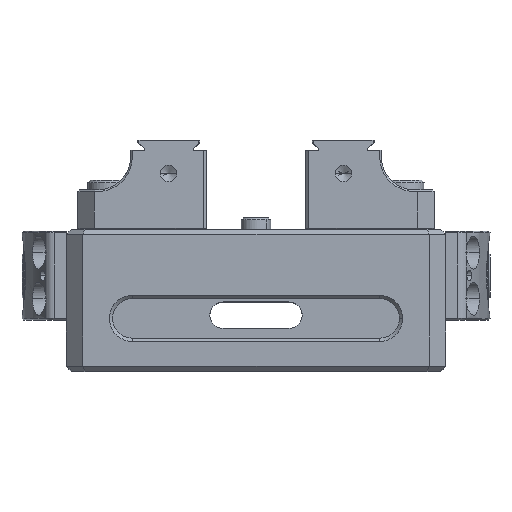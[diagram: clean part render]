
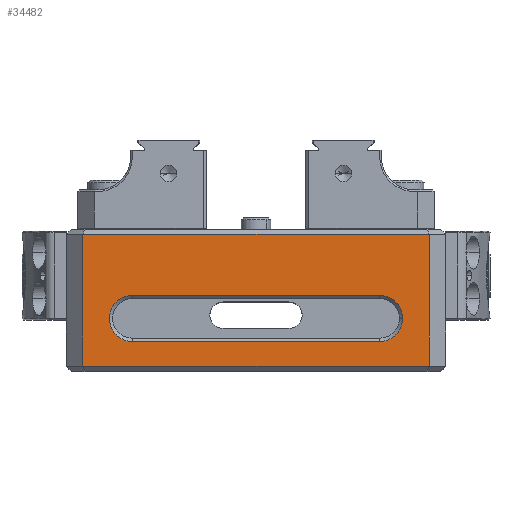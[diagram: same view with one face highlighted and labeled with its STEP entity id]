
A CAD part, top view. The second image highlights one B-rep face of the part: STEP entity #34482.
In plain terms, the highlighted planar face has unit normal (0, 0, 1).
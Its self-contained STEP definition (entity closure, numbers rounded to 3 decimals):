
#209 = EDGE_CURVE ( 'NONE', #34488, #34477, #6627, .T. ) ;
#213 = EDGE_CURVE ( 'NONE', #34319, #34488, #6606, .T. ) ;
#5647 = EDGE_CURVE ( 'NONE', #5649, #5660, #26580, .T. ) ;
#5649 = VERTEX_POINT ( 'NONE', #26583 ) ;
#5660 = VERTEX_POINT ( 'NONE', #26557 ) ;
#6597 = DIRECTION ( 'NONE',  ( 0., -1., 0. ) ) ;
#6598 = VECTOR ( 'NONE', #6597, 1000. ) ;
#6599 = CARTESIAN_POINT ( 'NONE',  ( -52.5, 0., 38.5 ) ) ;
#6606 = LINE ( 'NONE', #6599, #6598 ) ;
#6612 = VECTOR ( 'NONE', #6616, 1000. ) ;
#6616 = DIRECTION ( 'NONE',  ( 1., 0., 0. ) ) ;
#6617 = CARTESIAN_POINT ( 'NONE',  ( 57.5, 1.5, 38.5 ) ) ;
#6627 = LINE ( 'NONE', #6617, #6612 ) ;
#26528 = CARTESIAN_POINT ( 'NONE',  ( 37.5, 16., 38.5 ) ) ;
#26557 = CARTESIAN_POINT ( 'NONE',  ( 44.5, 16., 38.5 ) ) ;
#26577 = DIRECTION ( 'NONE',  ( -1., 0., 0. ) ) ;
#26578 = DIRECTION ( 'NONE',  ( 0., 0., -1. ) ) ;
#26579 = AXIS2_PLACEMENT_3D ( 'NONE', #26528, #26578, #26577 ) ;
#26580 = CIRCLE ( 'NONE', #26579, 7. ) ;
#26583 = CARTESIAN_POINT ( 'NONE',  ( 37.5, 23., 38.5 ) ) ;
#30838 = CARTESIAN_POINT ( 'NONE',  ( -52.5, 41.5, 38.5 ) ) ;
#31069 = CIRCLE ( 'NONE', #31073, 7. ) ;
#31073 = AXIS2_PLACEMENT_3D ( 'NONE', #31132, #31131, #31130 ) ;
#31094 = CARTESIAN_POINT ( 'NONE',  ( 37.5, 9., 38.5 ) ) ;
#31130 = DIRECTION ( 'NONE',  ( -1., 0., 0. ) ) ;
#31131 = DIRECTION ( 'NONE',  ( 0., 0., -1. ) ) ;
#31132 = CARTESIAN_POINT ( 'NONE',  ( -37.5, 16., 38.5 ) ) ;
#31133 = CARTESIAN_POINT ( 'NONE',  ( 57.5, 41.5, 38.5 ) ) ;
#31134 = LINE ( 'NONE', #31133, #31193 ) ;
#31135 = CARTESIAN_POINT ( 'NONE',  ( -37.5, 9., 38.5 ) ) ;
#31139 = CARTESIAN_POINT ( 'NONE',  ( -37.5, 23., 38.5 ) ) ;
#31141 = CIRCLE ( 'NONE', #31194, 7. ) ;
#31143 = CARTESIAN_POINT ( 'NONE',  ( 37.5, 16., 38.5 ) ) ;
#31145 = CARTESIAN_POINT ( 'NONE',  ( 52.5, 41.5, 38.5 ) ) ;
#31146 = CARTESIAN_POINT ( 'NONE',  ( -52.5, 1.5, 38.5 ) ) ;
#31147 = DIRECTION ( 'NONE',  ( 1., 0., 0. ) ) ;
#31148 = VECTOR ( 'NONE', #31147, 1000. ) ;
#31149 = CARTESIAN_POINT ( 'NONE',  ( 57.5, 23., 38.5 ) ) ;
#31150 = PLANE ( 'NONE',  #31161 ) ;
#31151 = FACE_OUTER_BOUND ( 'NONE', #34496, .T. ) ;
#31152 = LINE ( 'NONE', #31149, #31148 ) ;
#31153 = DIRECTION ( 'NONE',  ( -1., 0., 0. ) ) ;
#31154 = DIRECTION ( 'NONE',  ( 0., 1., 0. ) ) ;
#31155 = VECTOR ( 'NONE', #31154, 1000. ) ;
#31156 = CARTESIAN_POINT ( 'NONE',  ( 52.5, 0., 38.5 ) ) ;
#31157 = LINE ( 'NONE', #31156, #31155 ) ;
#31158 = CARTESIAN_POINT ( 'NONE',  ( 57.5, 0., 38.5 ) ) ;
#31159 = DIRECTION ( 'NONE',  ( 0., 0., -1. ) ) ;
#31160 = FACE_BOUND ( 'NONE', #34474, .T. ) ;
#31161 = AXIS2_PLACEMENT_3D ( 'NONE', #31158, #31159, #31153 ) ;
#31162 = CARTESIAN_POINT ( 'NONE',  ( 52.5, 1.5, 38.5 ) ) ;
#31182 = DIRECTION ( 'NONE',  ( -1., 0., 0. ) ) ;
#31183 = DIRECTION ( 'NONE',  ( 0., 0., -1. ) ) ;
#31187 = DIRECTION ( 'NONE',  ( -1., 0., 0. ) ) ;
#31188 = VECTOR ( 'NONE', #31187, 1000. ) ;
#31189 = CARTESIAN_POINT ( 'NONE',  ( 57.5, 9., 38.5 ) ) ;
#31190 = LINE ( 'NONE', #31189, #31188 ) ;
#31192 = DIRECTION ( 'NONE',  ( -1., 0., 0. ) ) ;
#31193 = VECTOR ( 'NONE', #31192, 1000. ) ;
#31194 = AXIS2_PLACEMENT_3D ( 'NONE', #31143, #31183, #31182 ) ;
#34312 = ORIENTED_EDGE ( 'NONE', *, *, #209, .T. ) ;
#34319 = VERTEX_POINT ( 'NONE', #30838 ) ;
#34320 = ORIENTED_EDGE ( 'NONE', *, *, #34492, .T. ) ;
#34331 = ORIENTED_EDGE ( 'NONE', *, *, #34480, .T. ) ;
#34333 = ORIENTED_EDGE ( 'NONE', *, *, #213, .T. ) ;
#34336 = ORIENTED_EDGE ( 'NONE', *, *, #34494, .T. ) ;
#34456 = VERTEX_POINT ( 'NONE', #31094 ) ;
#34464 = EDGE_CURVE ( 'NONE', #34487, #34484, #31069, .T. ) ;
#34474 = EDGE_LOOP ( 'NONE', ( #34479, #34478, #34491, #34489, #34336 ) ) ;
#34477 = VERTEX_POINT ( 'NONE', #31162 ) ;
#34478 = ORIENTED_EDGE ( 'NONE', *, *, #34481, .T. ) ;
#34479 = ORIENTED_EDGE ( 'NONE', *, *, #34464, .T. ) ;
#34480 = EDGE_CURVE ( 'NONE', #34477, #34490, #31157, .T. ) ;
#34481 = EDGE_CURVE ( 'NONE', #34484, #5649, #31152, .T. ) ;
#34482 = ADVANCED_FACE ( 'NONE', ( #31160, #31151 ), #31150, .F. ) ;
#34484 = VERTEX_POINT ( 'NONE', #31139 ) ;
#34487 = VERTEX_POINT ( 'NONE', #31135 ) ;
#34488 = VERTEX_POINT ( 'NONE', #31146 ) ;
#34489 = ORIENTED_EDGE ( 'NONE', *, *, #34495, .T. ) ;
#34490 = VERTEX_POINT ( 'NONE', #31145 ) ;
#34491 = ORIENTED_EDGE ( 'NONE', *, *, #5647, .T. ) ;
#34492 = EDGE_CURVE ( 'NONE', #34490, #34319, #31134, .T. ) ;
#34494 = EDGE_CURVE ( 'NONE', #34456, #34487, #31190, .T. ) ;
#34495 = EDGE_CURVE ( 'NONE', #5660, #34456, #31141, .T. ) ;
#34496 = EDGE_LOOP ( 'NONE', ( #34331, #34320, #34333, #34312 ) ) ;
